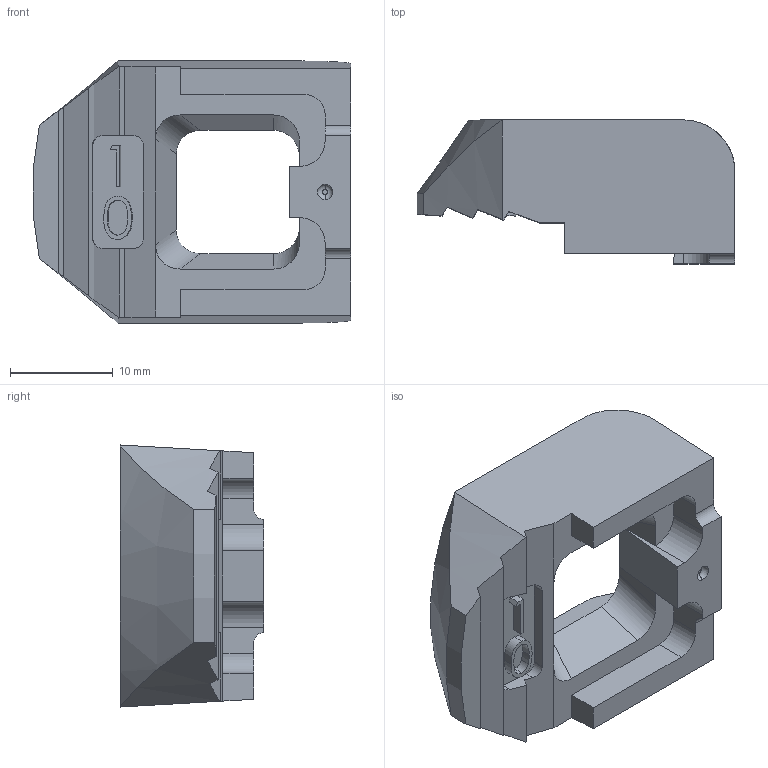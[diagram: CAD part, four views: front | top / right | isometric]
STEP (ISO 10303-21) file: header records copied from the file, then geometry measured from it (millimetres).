
FILE_DESCRIPTION (( 'STEP AP214' ), '1' );
FILE_NAME ('Typ A kurz M10.STEP', '2008-03-10T15:47:31', ( 'Schütte' ), ( ' ' ), 'SwSTEP 2.0', 'SolidWorks 2008', '' );
FILE_SCHEMA (( 'AUTOMOTIVE_DESIGN' ));
Length unit declared in the file: millimetre
Products named in the file (1): Typ A kurz M10
Bounding box: 30.92 x 14 x 25.5 mm (x, y, z)
Volume: 4130.1 mm3; surface area: 2919.7 mm2
Topology: 1 solids, 1 shells, 145 faces, 386 edges, 254 vertices
Faces by surface type: plane 99, bspline 25, cylinder 17, torus 2, cone 2
Entity records: 5959 total; most frequent: CARTESIAN_POINT 2550, ORIENTED_EDGE 772, DIRECTION 573, EDGE_CURVE 386, VECTOR 279, LINE 279, VERTEX_POINT 254, EDGE_LOOP 158
